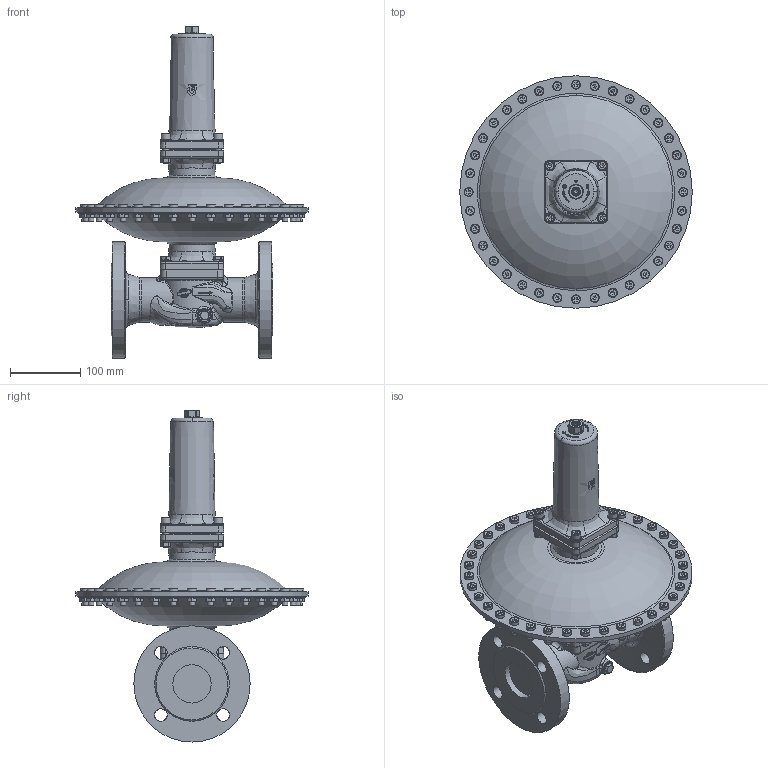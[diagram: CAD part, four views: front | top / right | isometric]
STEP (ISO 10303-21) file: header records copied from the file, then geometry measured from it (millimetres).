
FILE_DESCRIPTION(('HOOPS Exchange Step'),'2;1');
FILE_NAME('UV17_UV18_DIN_DN50.stp','2026-02-26T14:48:52+01:00',('Nutzer'),('Unknown organisation'),'HOOPS Exchange 2024.2','HOOPS Exchange','Unknown authorisation');
FILE_SCHEMA( ('AP203_CONFIGURATION_CONTROLLED_3D_DESIGN_OF_MECHANICAL_PARTS_AND_ASSEMBLIES_MIM_LF') );
Length unit declared in the file: millimetre
Products named in the file (2): 0; root
Assembly tree (1 placements, depth 2):
  root
    0
Bounding box: 330 x 330 x 471.47 mm (x, y, z)
Volume: 6496055.1 mm3; surface area: 473498.5 mm2
Topology: 42 solids, 42 shells, 2880 faces, 8289 edges, 5490 vertices
Faces by surface type: plane 1042, bspline 769, cone 544, cylinder 519, torus 3, sphere 3
Full cylindrical faces by diameter (mm): 3 x1, 6.647 x4, 8 x84, 8.5 x12, 9 x108, 10 x4, 10.106 x1, 11.445 x2, 13 x40, 18 x10, 20 x1, 54.5 x2, 63 x2, 83.4 x2, 86 x1, 165 x2, 330 x1
Entity records: 160804 total; most frequent: CARTESIAN_POINT 94010, ORIENTED_EDGE 16166, DIRECTION 11009, EDGE_CURVE 8083, VERTEX_POINT 5490, AXIS2_PLACEMENT_3D 4816, B_SPLINE_CURVE_WITH_KNOTS 3847, EDGE_LOOP 3205
